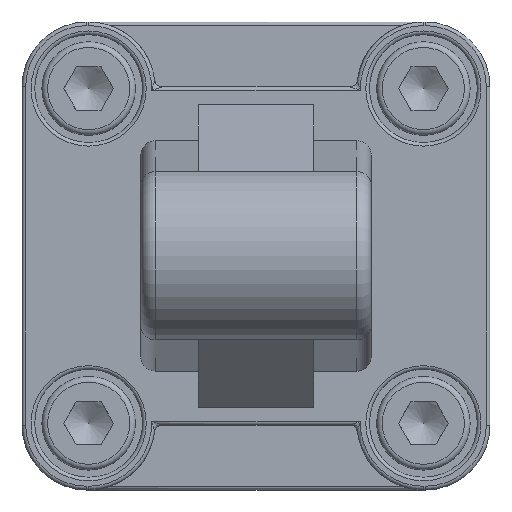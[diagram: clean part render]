
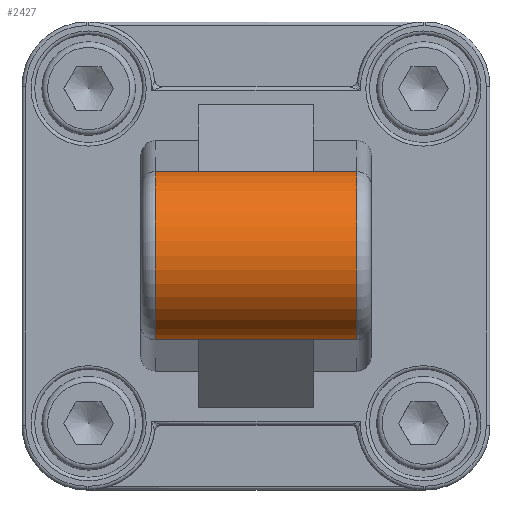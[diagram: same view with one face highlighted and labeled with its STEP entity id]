
A CAD part, top view. The second image highlights one B-rep face of the part: STEP entity #2427.
In plain terms, the highlighted cylindrical face has radius 12 mm (diameter 24 mm), a partial arc.
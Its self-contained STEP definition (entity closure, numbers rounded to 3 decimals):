
#172=LINE('',#4341,#304);
#174=LINE('',#4345,#306);
#175=LINE('',#4347,#307);
#176=LINE('',#4349,#308);
#177=LINE('',#4353,#309);
#178=LINE('',#4354,#310);
#304=VECTOR('',#3361,6.);
#306=VECTOR('',#3365,6.);
#307=VECTOR('',#3366,16.);
#308=VECTOR('',#3367,6.);
#309=VECTOR('',#3370,6.);
#310=VECTOR('',#3371,16.);
#407=CYLINDRICAL_SURFACE('',#2706,12.);
#616=FACE_OUTER_BOUND('',#838,.T.);
#838=EDGE_LOOP('',(#1993,#1994,#1995,#1996,#1997,#1998,#1999,#2000));
#975=CIRCLE('',#2703,12.);
#976=CIRCLE('',#2707,12.);
#1174=VERTEX_POINT('',#4330);
#1175=VERTEX_POINT('',#4334);
#1176=VERTEX_POINT('',#4340);
#1177=VERTEX_POINT('',#4344);
#1178=VERTEX_POINT('',#4346);
#1179=VERTEX_POINT('',#4348);
#1180=VERTEX_POINT('',#4350);
#1181=VERTEX_POINT('',#4352);
#1454=EDGE_CURVE('',#1174,#1175,#975,.T.);
#1456=EDGE_CURVE('',#1176,#1175,#172,.T.);
#1458=EDGE_CURVE('',#1177,#1174,#174,.T.);
#1459=EDGE_CURVE('',#1178,#1177,#175,.T.);
#1460=EDGE_CURVE('',#1179,#1178,#176,.T.);
#1461=EDGE_CURVE('',#1180,#1179,#976,.T.);
#1462=EDGE_CURVE('',#1180,#1181,#177,.T.);
#1463=EDGE_CURVE('',#1181,#1176,#178,.T.);
#1993=ORIENTED_EDGE('',*,*,#1454,.F.);
#1994=ORIENTED_EDGE('',*,*,#1458,.F.);
#1995=ORIENTED_EDGE('',*,*,#1459,.F.);
#1996=ORIENTED_EDGE('',*,*,#1460,.F.);
#1997=ORIENTED_EDGE('',*,*,#1461,.F.);
#1998=ORIENTED_EDGE('',*,*,#1462,.T.);
#1999=ORIENTED_EDGE('',*,*,#1463,.T.);
#2000=ORIENTED_EDGE('',*,*,#1456,.T.);
#2427=ADVANCED_FACE('',(#616),#407,.T.);
#2703=AXIS2_PLACEMENT_3D('',#4336,#3354,#3355);
#2706=AXIS2_PLACEMENT_3D('',#4343,#3363,#3364);
#2707=AXIS2_PLACEMENT_3D('',#4351,#3368,#3369);
#3354=DIRECTION('center_axis',(-1.,0.,0.));
#3355=DIRECTION('ref_axis',(0.,0.,1.));
#3361=DIRECTION('',(-1.,0.,0.));
#3363=DIRECTION('center_axis',(-1.,0.,0.));
#3364=DIRECTION('ref_axis',(0.,0.974,0.224));
#3365=DIRECTION('',(-1.,0.,0.));
#3366=DIRECTION('',(-1.,0.,0.));
#3367=DIRECTION('',(-1.,0.,0.));
#3368=DIRECTION('center_axis',(1.,0.,0.));
#3369=DIRECTION('ref_axis',(0.,0.,1.));
#3370=DIRECTION('',(-1.,0.,0.));
#3371=DIRECTION('',(-1.,0.,0.));
#4330=CARTESIAN_POINT('',(-14.,-11.694,29.694));
#4334=CARTESIAN_POINT('',(-14.,11.694,29.694));
#4336=CARTESIAN_POINT('Origin',(-14.,0.,27.));
#4340=CARTESIAN_POINT('',(-8.,11.694,29.694));
#4341=CARTESIAN_POINT('',(16.,11.694,29.694));
#4343=CARTESIAN_POINT('Origin',(16.,0.,27.));
#4344=CARTESIAN_POINT('',(-8.,-11.694,29.694));
#4345=CARTESIAN_POINT('',(16.,-11.694,29.694));
#4346=CARTESIAN_POINT('',(8.,-11.694,29.694));
#4347=CARTESIAN_POINT('',(16.,-11.694,29.694));
#4348=CARTESIAN_POINT('',(14.,-11.694,29.694));
#4349=CARTESIAN_POINT('',(16.,-11.694,29.694));
#4350=CARTESIAN_POINT('',(14.,11.694,29.694));
#4351=CARTESIAN_POINT('Origin',(14.,0.,27.));
#4352=CARTESIAN_POINT('',(8.,11.694,29.694));
#4353=CARTESIAN_POINT('',(16.,11.694,29.694));
#4354=CARTESIAN_POINT('',(16.,11.694,29.694));
